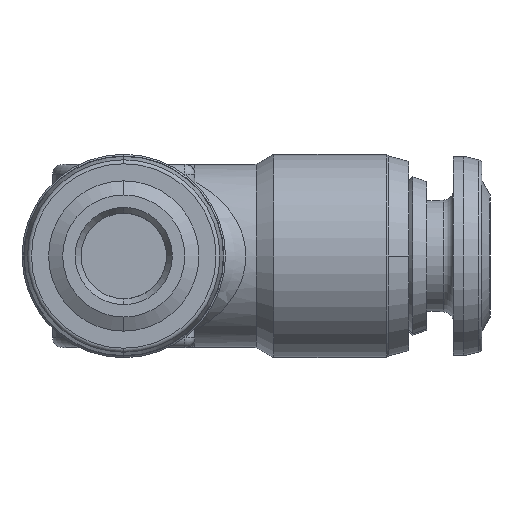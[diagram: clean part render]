
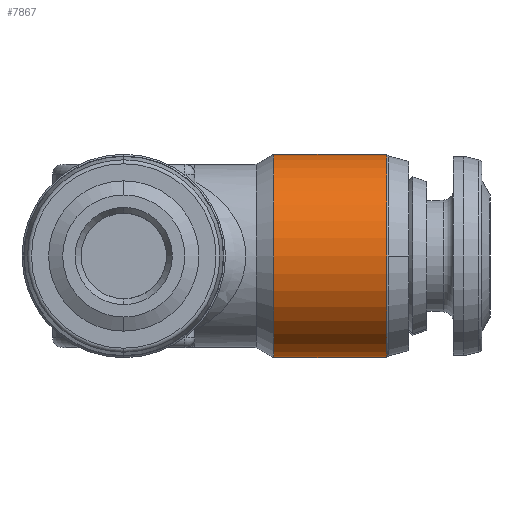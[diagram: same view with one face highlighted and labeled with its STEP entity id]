
A CAD part, left-side view. The second image highlights one B-rep face of the part: STEP entity #7867.
In plain terms, the highlighted cylindrical face has radius 5 mm (diameter 10 mm), a partial arc.
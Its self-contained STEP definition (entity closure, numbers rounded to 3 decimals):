
#180 = FACE_OUTER_BOUND ( 'NONE', #7208, .T. ) ;
#188 = CYLINDRICAL_SURFACE ( 'NONE', #8350, 5. ) ;
#535 = CARTESIAN_POINT ( 'NONE',  ( 0., 8.334, -5. ) ) ;
#539 = CARTESIAN_POINT ( 'NONE',  ( 0., 2.782, -5. ) ) ;
#540 = CARTESIAN_POINT ( 'NONE',  ( 0., 8.334, 5. ) ) ;
#576 = CARTESIAN_POINT ( 'NONE',  ( 0., 2.782, 5. ) ) ;
#579 = CARTESIAN_POINT ( 'NONE',  ( -5., 2.782, 0. ) ) ;
#1631 = AXIS2_PLACEMENT_3D ( 'NONE', #7423, #7424, #7425 ) ;
#1706 = AXIS2_PLACEMENT_3D ( 'NONE', #4287, #4288, #4289 ) ;
#1707 = AXIS2_PLACEMENT_3D ( 'NONE', #4290, #4291, #4292 ) ;
#2098 = EDGE_CURVE ( 'NONE', #8479, #8476, #3947, .T. ) ;
#3947 = CIRCLE ( 'NONE', #1631, 5. ) ;
#4001 = LINE ( 'NONE', #7593, #4008 ) ;
#4008 = VECTOR ( 'NONE', #7603, 1000. ) ;
#4009 = LINE ( 'NONE', #7601, #4011 ) ;
#4011 = VECTOR ( 'NONE', #7598, 1000. ) ;
#4153 = CIRCLE ( 'NONE', #1707, 5. ) ;
#4287 = CARTESIAN_POINT ( 'NONE',  ( 0., 8.334, 0. ) ) ;
#4288 = DIRECTION ( 'NONE',  ( 0., -1., 0. ) ) ;
#4289 = DIRECTION ( 'NONE',  ( 0., 0., -1. ) ) ;
#4290 = CARTESIAN_POINT ( 'NONE',  ( 0., 2.782, 0. ) ) ;
#4291 = DIRECTION ( 'NONE',  ( 0., 1., 0. ) ) ;
#4292 = DIRECTION ( 'NONE',  ( -1., 0., 0. ) ) ;
#4693 = CARTESIAN_POINT ( 'NONE',  ( 0., 0., 0. ) ) ;
#4694 = DIRECTION ( 'NONE',  ( 0., -1., 0. ) ) ;
#4702 = DIRECTION ( 'NONE',  ( 0., 0., -1. ) ) ;
#5129 = EDGE_CURVE ( 'NONE', #8201, #8476, #4001, .T. ) ;
#5131 = EDGE_CURVE ( 'NONE', #8196, #8200, #4009, .T. ) ;
#5234 = EDGE_CURVE ( 'NONE', #8201, #8196, #6632, .T. ) ;
#5235 = EDGE_CURVE ( 'NONE', #8200, #8479, #4153, .T. ) ;
#6214 = ORIENTED_EDGE ( 'NONE', *, *, #5129, .F. ) ;
#6215 = ORIENTED_EDGE ( 'NONE', *, *, #5234, .T. ) ;
#6216 = ORIENTED_EDGE ( 'NONE', *, *, #5131, .T. ) ;
#6217 = ORIENTED_EDGE ( 'NONE', *, *, #5235, .T. ) ;
#6218 = ORIENTED_EDGE ( 'NONE', *, *, #2098, .T. ) ;
#6632 = CIRCLE ( 'NONE', #1706, 5. ) ;
#7208 = EDGE_LOOP ( 'NONE', ( #6214, #6215, #6216, #6217, #6218 ) ) ;
#7423 = CARTESIAN_POINT ( 'NONE',  ( 0., 2.782, 0. ) ) ;
#7424 = DIRECTION ( 'NONE',  ( 0., 1., 0. ) ) ;
#7425 = DIRECTION ( 'NONE',  ( -1., 0., 0. ) ) ;
#7593 = CARTESIAN_POINT ( 'NONE',  ( 0., 0., 5. ) ) ;
#7598 = DIRECTION ( 'NONE',  ( 0., -1., 0. ) ) ;
#7601 = CARTESIAN_POINT ( 'NONE',  ( 0., 0., -5. ) ) ;
#7603 = DIRECTION ( 'NONE',  ( 0., -1., 0. ) ) ;
#7867 = ADVANCED_FACE ( 'NONE', ( #180 ), #188, .T. ) ;
#8196 = VERTEX_POINT ( 'NONE', #535 ) ;
#8200 = VERTEX_POINT ( 'NONE', #539 ) ;
#8201 = VERTEX_POINT ( 'NONE', #540 ) ;
#8350 = AXIS2_PLACEMENT_3D ( 'NONE', #4693, #4694, #4702 ) ;
#8476 = VERTEX_POINT ( 'NONE', #576 ) ;
#8479 = VERTEX_POINT ( 'NONE', #579 ) ;
